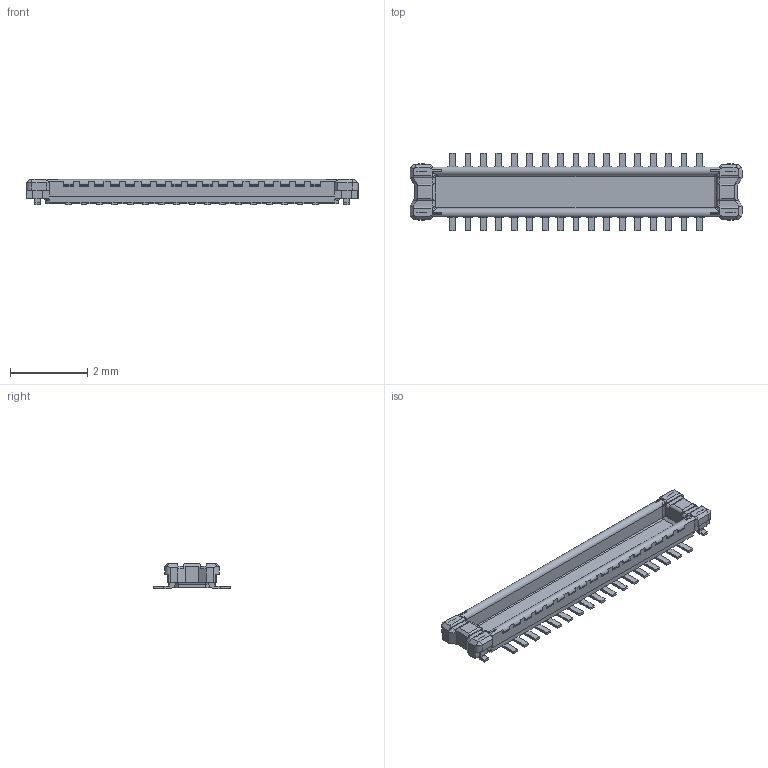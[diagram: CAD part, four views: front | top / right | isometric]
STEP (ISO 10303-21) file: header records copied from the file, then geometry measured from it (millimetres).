
FILE_DESCRIPTION(('FreeCAD Model'),'2;1');
FILE_NAME('axe634124MY.step','2020-11-05T10:04:12',( 'Author'),(''),'Open CASCADE STEP processor 7.3','FreeCAD','Unknown' );
FILE_SCHEMA(('AUTOMOTIVE_DESIGN { 1 0 10303 214 1 1 1 1 }'));
Length unit declared in the file: millimetre
Products named in the file (1): axe634124
Bounding box: 8.6 x 2 x 0.65 mm (x, y, z)
Volume: 3.5 mm3; surface area: 47.7 mm2
Topology: 1 solids, 1 shells, 612 faces, 1726 edges, 1120 vertices
Faces by surface type: plane 518, cylinder 82, cone 4, torus 4, bspline 4
Entity records: 44397 total; most frequent: CARTESIAN_POINT 10191, DIRECTION 6312, LINE 4586, VECTOR 4586, ORIENTED_EDGE 3444, PCURVE 3444, DEFINITIONAL_REPRESENTATION 3444, EDGE_CURVE 1722
